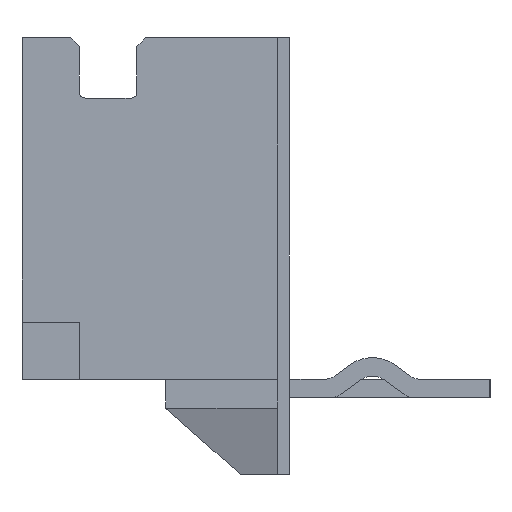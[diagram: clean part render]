
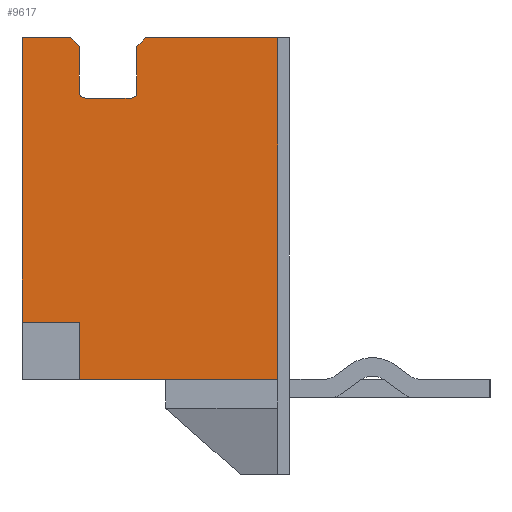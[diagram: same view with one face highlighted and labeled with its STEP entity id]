
A CAD part, left-side view. The second image highlights one B-rep face of the part: STEP entity #9617.
In plain terms, the highlighted planar face has unit normal (-1, 0, 0).
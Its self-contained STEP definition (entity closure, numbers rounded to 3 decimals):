
#288=DIRECTION('',(0.,-1.,0.));
#289=VECTOR('',#288,3.45);
#290=CARTESIAN_POINT('',(-14.,1.325,-2.15));
#291=LINE('',#290,#289);
#516=DIRECTION('',(0.,0.,1.));
#517=VECTOR('',#516,1.);
#518=CARTESIAN_POINT('',(-14.,1.325,-2.15));
#519=LINE('',#518,#517);
#520=DIRECTION('',(0.,-1.,0.));
#521=VECTOR('',#520,1.);
#522=CARTESIAN_POINT('',(-14.,2.325,-1.15));
#523=LINE('',#522,#521);
#524=DIRECTION('',(0.,0.,1.));
#525=VECTOR('',#524,4.95);
#526=CARTESIAN_POINT('',(-14.,2.325,-1.15));
#527=LINE('',#526,#525);
#528=DIRECTION('',(0.,0.,-1.));
#529=VECTOR('',#528,0.8);
#530=CARTESIAN_POINT('',(-14.,1.325,3.65));
#531=LINE('',#530,#529);
#532=CARTESIAN_POINT('',(-14.,1.225,2.85));
#533=DIRECTION('',(1.,0.,0.));
#534=DIRECTION('',(0.,0.,-1.));
#535=AXIS2_PLACEMENT_3D('',#532,#533,#534);
#537=DIRECTION('',(0.,1.,0.));
#538=VECTOR('',#537,0.8);
#539=CARTESIAN_POINT('',(-14.,0.425,2.75));
#540=LINE('',#539,#538);
#541=CARTESIAN_POINT('',(-14.,0.425,2.85));
#542=DIRECTION('',(1.,0.,0.));
#543=DIRECTION('',(0.,-1.,0.));
#544=AXIS2_PLACEMENT_3D('',#541,#542,#543);
#546=DIRECTION('',(0.,0.,-1.));
#547=VECTOR('',#546,0.8);
#548=CARTESIAN_POINT('',(-14.,0.325,3.65));
#549=LINE('',#548,#547);
#550=DIRECTION('',(0.,0.,1.));
#551=VECTOR('',#550,5.95);
#552=CARTESIAN_POINT('',(-14.,-2.125,-2.15));
#553=LINE('',#552,#551);
#648=DIRECTION('',(0.,0.707,-0.707));
#649=VECTOR('',#648,0.212);
#650=CARTESIAN_POINT('',(-14.,0.175,3.8));
#651=LINE('',#650,#649);
#656=DIRECTION('',(0.,-1.,0.));
#657=VECTOR('',#656,0.85);
#658=CARTESIAN_POINT('',(-14.,2.325,3.8));
#659=LINE('',#658,#657);
#676=DIRECTION('',(0.,-1.,0.));
#677=VECTOR('',#676,2.3);
#678=CARTESIAN_POINT('',(-14.,0.175,3.8));
#679=LINE('',#678,#677);
#908=DIRECTION('',(0.,-0.707,-0.707));
#909=VECTOR('',#908,0.212);
#910=CARTESIAN_POINT('',(-14.,1.475,3.8));
#911=LINE('',#910,#909);
#6930=CARTESIAN_POINT('',(-14.,2.325,3.8));
#6932=VERTEX_POINT('',#6930);
#6937=CARTESIAN_POINT('',(-14.,0.325,2.85));
#6938=CARTESIAN_POINT('',(-14.,0.425,2.75));
#6939=VERTEX_POINT('',#6937);
#6940=VERTEX_POINT('',#6938);
#6941=CARTESIAN_POINT('',(-14.,1.225,2.75));
#6942=VERTEX_POINT('',#6941);
#6943=CARTESIAN_POINT('',(-14.,1.325,2.85));
#6944=VERTEX_POINT('',#6943);
#6977=CARTESIAN_POINT('',(-14.,1.475,3.8));
#6978=VERTEX_POINT('',#6977);
#6979=CARTESIAN_POINT('',(-14.,1.325,3.65));
#6980=VERTEX_POINT('',#6979);
#6993=CARTESIAN_POINT('',(-14.,0.175,3.8));
#6995=VERTEX_POINT('',#6993);
#6997=CARTESIAN_POINT('',(-14.,0.325,3.65));
#6999=VERTEX_POINT('',#6997);
#7809=CARTESIAN_POINT('',(-14.,1.325,-2.15));
#7810=CARTESIAN_POINT('',(-14.,1.325,-1.15));
#7811=VERTEX_POINT('',#7809);
#7812=VERTEX_POINT('',#7810);
#7813=CARTESIAN_POINT('',(-14.,2.325,-1.15));
#7814=VERTEX_POINT('',#7813);
#7821=CARTESIAN_POINT('',(-14.,-2.125,-2.15));
#7822=VERTEX_POINT('',#7821);
#8497=CARTESIAN_POINT('',(-14.,-2.125,3.8));
#8498=VERTEX_POINT('',#8497);
#9584=CARTESIAN_POINT('',(-14.,2.325,-3.8));
#9585=DIRECTION('',(-1.,0.,0.));
#9586=DIRECTION('',(0.,-1.,0.));
#9587=AXIS2_PLACEMENT_3D('',#9584,#9585,#9586);
#9588=PLANE('',#9587);
#9589=ORIENTED_EDGE('',*,*,#9574,.T.);
#9591=ORIENTED_EDGE('',*,*,#9590,.F.);
#9593=ORIENTED_EDGE('',*,*,#9592,.T.);
#9595=ORIENTED_EDGE('',*,*,#9594,.T.);
#9597=ORIENTED_EDGE('',*,*,#9596,.T.);
#9599=ORIENTED_EDGE('',*,*,#9598,.T.);
#9601=ORIENTED_EDGE('',*,*,#9600,.F.);
#9603=ORIENTED_EDGE('',*,*,#9602,.F.);
#9605=ORIENTED_EDGE('',*,*,#9604,.F.);
#9607=ORIENTED_EDGE('',*,*,#9606,.F.);
#9609=ORIENTED_EDGE('',*,*,#9608,.F.);
#9611=ORIENTED_EDGE('',*,*,#9610,.T.);
#9613=ORIENTED_EDGE('',*,*,#9612,.F.);
#9614=ORIENTED_EDGE('',*,*,#9363,.F.);
#9615=EDGE_LOOP('',(#9589,#9591,#9593,#9595,#9597,#9599,#9601,#9603,#9605,#9607,
#9609,#9611,#9613,#9614));
#9616=FACE_OUTER_BOUND('',#9615,.F.);
#9617=ADVANCED_FACE('',(#9616),#9588,.T.);
#536=CIRCLE('',#535,0.1);
#545=CIRCLE('',#544,0.1);
#9363=EDGE_CURVE('',#7811,#7822,#291,.T.);
#9574=EDGE_CURVE('',#7811,#7812,#519,.T.);
#9590=EDGE_CURVE('',#7814,#7812,#523,.T.);
#9592=EDGE_CURVE('',#7814,#6932,#527,.T.);
#9594=EDGE_CURVE('',#6932,#6978,#659,.T.);
#9596=EDGE_CURVE('',#6978,#6980,#911,.T.);
#9598=EDGE_CURVE('',#6980,#6944,#531,.T.);
#9600=EDGE_CURVE('',#6942,#6944,#536,.T.);
#9602=EDGE_CURVE('',#6940,#6942,#540,.T.);
#9604=EDGE_CURVE('',#6939,#6940,#545,.T.);
#9606=EDGE_CURVE('',#6999,#6939,#549,.T.);
#9608=EDGE_CURVE('',#6995,#6999,#651,.T.);
#9610=EDGE_CURVE('',#6995,#8498,#679,.T.);
#9612=EDGE_CURVE('',#7822,#8498,#553,.T.);
